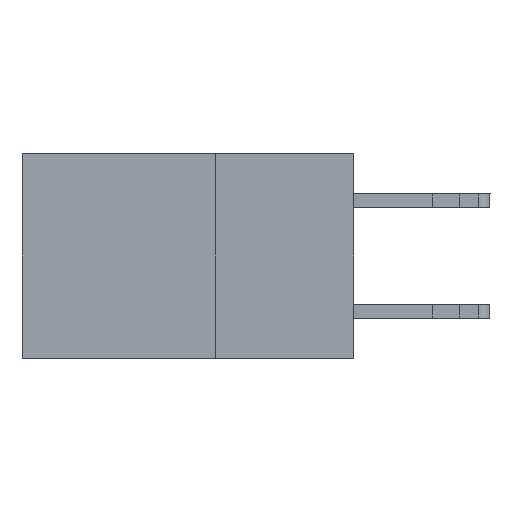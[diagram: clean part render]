
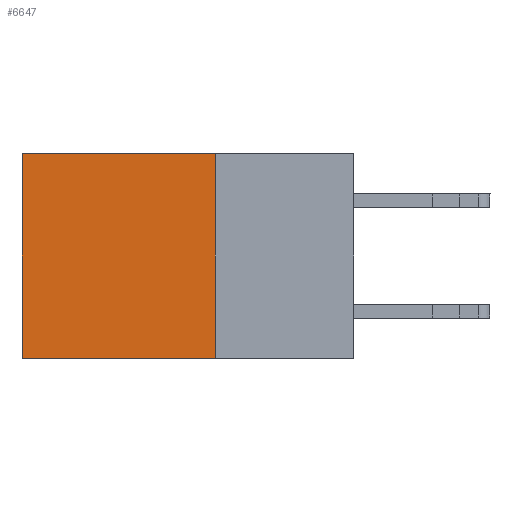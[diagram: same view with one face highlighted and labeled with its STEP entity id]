
A CAD part, left-side view. The second image highlights one B-rep face of the part: STEP entity #6647.
In plain terms, the highlighted planar face has unit normal (-1, 0, 0).
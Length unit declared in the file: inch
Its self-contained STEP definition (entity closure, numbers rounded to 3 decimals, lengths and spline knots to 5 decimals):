
#786 = CARTESIAN_POINT ( 'NONE',  ( 0.2875, 0.25, 0. ) ) ;
#1562 = LINE ( 'NONE', #25544, #3630 ) ;
#2435 = FACE_OUTER_BOUND ( 'NONE', #21021, .T. ) ;
#3247 = EDGE_CURVE ( 'NONE', #5357, #5500, #21519, .T. ) ;
#3270 = CARTESIAN_POINT ( 'NONE',  ( 0.2875, 0.25, -0.37 ) ) ;
#3630 = VECTOR ( 'NONE', #34033, 39.37008 ) ;
#5357 = VERTEX_POINT ( 'NONE', #8934 ) ;
#5500 = VERTEX_POINT ( 'NONE', #16262 ) ;
#6647 = ADVANCED_FACE ( 'NONE', ( #2435 ), #25171, .F. ) ;
#8871 = ORIENTED_EDGE ( 'NONE', *, *, #34969, .F. ) ;
#8934 = CARTESIAN_POINT ( 'NONE',  ( 0.2875, 0.6, 0. ) ) ;
#10006 = DIRECTION ( 'NONE',  ( 0., 0., -1. ) ) ;
#10338 = AXIS2_PLACEMENT_3D ( 'NONE', #17653, #31893, #31651 ) ;
#10489 = ORIENTED_EDGE ( 'NONE', *, *, #19776, .T. ) ;
#11352 = ORIENTED_EDGE ( 'NONE', *, *, #3247, .T. ) ;
#14681 = CARTESIAN_POINT ( 'NONE',  ( 0.2875, 0.25, 0. ) ) ;
#15739 = LINE ( 'NONE', #23049, #19768 ) ;
#16262 = CARTESIAN_POINT ( 'NONE',  ( 0.2875, 0.6, -0.37 ) ) ;
#17653 = CARTESIAN_POINT ( 'NONE',  ( 0.2875, 0.25, 0. ) ) ;
#19768 = VECTOR ( 'NONE', #25912, 39.37008 ) ;
#19776 = EDGE_CURVE ( 'NONE', #24408, #5357, #15739, .T. ) ;
#21021 = EDGE_LOOP ( 'NONE', ( #11352, #8871, #36801, #10489 ) ) ;
#21066 = LINE ( 'NONE', #786, #23271 ) ;
#21095 = VECTOR ( 'NONE', #10006, 39.37008 ) ;
#21519 = LINE ( 'NONE', #36376, #21095 ) ;
#23042 = EDGE_CURVE ( 'NONE', #24408, #25685, #21066, .T. ) ;
#23049 = CARTESIAN_POINT ( 'NONE',  ( 0.2875, 0.25, 0. ) ) ;
#23271 = VECTOR ( 'NONE', #23439, 39.37008 ) ;
#23439 = DIRECTION ( 'NONE',  ( 0., 0., -1. ) ) ;
#24408 = VERTEX_POINT ( 'NONE', #14681 ) ;
#25171 = PLANE ( 'NONE',  #10338 ) ;
#25544 = CARTESIAN_POINT ( 'NONE',  ( 0.2875, 0.25, -0.37 ) ) ;
#25685 = VERTEX_POINT ( 'NONE', #3270 ) ;
#25912 = DIRECTION ( 'NONE',  ( 0., 1., 0. ) ) ;
#31651 = DIRECTION ( 'NONE',  ( 0., 0., -1. ) ) ;
#31893 = DIRECTION ( 'NONE',  ( 1., 0., 0. ) ) ;
#34033 = DIRECTION ( 'NONE',  ( 0., 1., 0. ) ) ;
#34969 = EDGE_CURVE ( 'NONE', #25685, #5500, #1562, .T. ) ;
#36376 = CARTESIAN_POINT ( 'NONE',  ( 0.2875, 0.6, 0. ) ) ;
#36801 = ORIENTED_EDGE ( 'NONE', *, *, #23042, .F. ) ;
